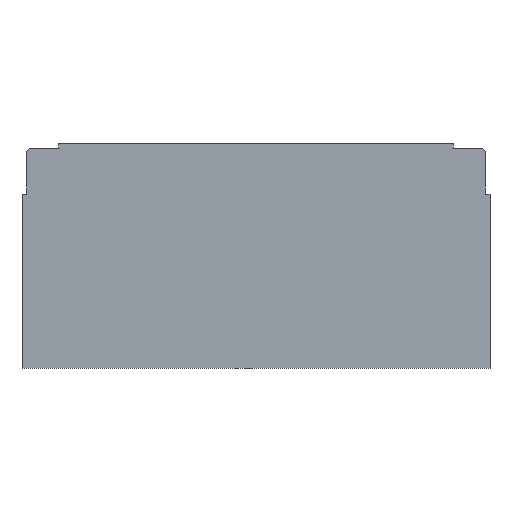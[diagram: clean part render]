
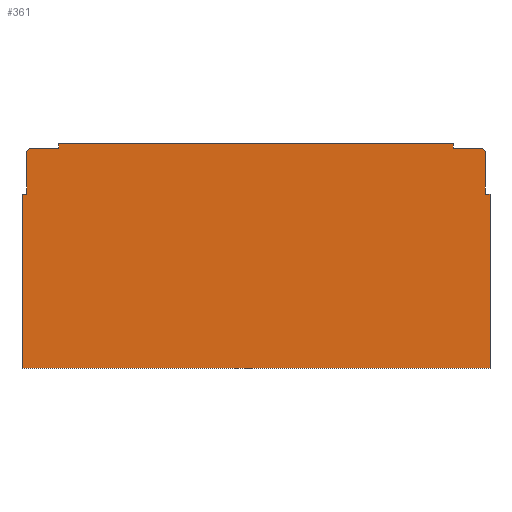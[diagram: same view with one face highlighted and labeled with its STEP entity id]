
A CAD part, top view. The second image highlights one B-rep face of the part: STEP entity #361.
In plain terms, the highlighted planar face has unit normal (0, 0, 1).
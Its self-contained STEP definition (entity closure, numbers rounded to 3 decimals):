
#74=CIRCLE('',#391,6.);
#75=CIRCLE('',#392,6.);
#106=ORIENTED_EDGE('',*,*,#185,.T.);
#107=ORIENTED_EDGE('',*,*,#186,.T.);
#108=ORIENTED_EDGE('',*,*,#187,.T.);
#109=ORIENTED_EDGE('',*,*,#188,.T.);
#110=ORIENTED_EDGE('',*,*,#171,.T.);
#111=ORIENTED_EDGE('',*,*,#175,.T.);
#112=ORIENTED_EDGE('',*,*,#178,.T.);
#113=ORIENTED_EDGE('',*,*,#189,.T.);
#114=ORIENTED_EDGE('',*,*,#179,.T.);
#115=ORIENTED_EDGE('',*,*,#184,.T.);
#116=ORIENTED_EDGE('',*,*,#164,.T.);
#117=ORIENTED_EDGE('',*,*,#168,.T.);
#118=ORIENTED_EDGE('',*,*,#190,.T.);
#119=ORIENTED_EDGE('',*,*,#191,.T.);
#164=EDGE_CURVE('',#207,#206,#234,.T.);
#168=EDGE_CURVE('',#206,#209,#238,.T.);
#171=EDGE_CURVE('',#213,#212,#241,.T.);
#175=EDGE_CURVE('',#212,#215,#245,.T.);
#178=EDGE_CURVE('',#215,#217,#248,.T.);
#179=EDGE_CURVE('',#218,#219,#249,.T.);
#184=EDGE_CURVE('',#219,#207,#254,.T.);
#185=EDGE_CURVE('',#222,#223,#255,.F.);
#186=EDGE_CURVE('',#223,#224,#74,.T.);
#187=EDGE_CURVE('',#224,#225,#256,.F.);
#188=EDGE_CURVE('',#225,#213,#257,.F.);
#189=EDGE_CURVE('',#217,#218,#75,.T.);
#190=EDGE_CURVE('',#209,#226,#258,.F.);
#191=EDGE_CURVE('',#226,#222,#259,.F.);
#206=VERTEX_POINT('',#537);
#207=VERTEX_POINT('',#539);
#209=VERTEX_POINT('',#545);
#212=VERTEX_POINT('',#552);
#213=VERTEX_POINT('',#554);
#215=VERTEX_POINT('',#560);
#217=VERTEX_POINT('',#566);
#218=VERTEX_POINT('',#570);
#219=VERTEX_POINT('',#571);
#222=VERTEX_POINT('',#582);
#223=VERTEX_POINT('',#583);
#224=VERTEX_POINT('',#585);
#225=VERTEX_POINT('',#587);
#226=VERTEX_POINT('',#591);
#234=LINE('',#538,#272);
#238=LINE('',#546,#276);
#241=LINE('',#553,#279);
#245=LINE('',#561,#283);
#248=LINE('',#567,#286);
#249=LINE('',#569,#287);
#254=LINE('',#579,#292);
#255=LINE('',#581,#293);
#256=LINE('',#586,#294);
#257=LINE('',#588,#295);
#258=LINE('',#590,#296);
#259=LINE('',#592,#297);
#272=VECTOR('',#425,1000.);
#276=VECTOR('',#431,1000.);
#279=VECTOR('',#436,1000.);
#283=VECTOR('',#442,1000.);
#286=VECTOR('',#447,1000.);
#287=VECTOR('',#450,1000.);
#292=VECTOR('',#457,1000.);
#293=VECTOR('',#460,1000.);
#294=VECTOR('',#463,1000.);
#295=VECTOR('',#464,1000.);
#296=VECTOR('',#467,1000.);
#297=VECTOR('',#468,1000.);
#315=EDGE_LOOP('',(#106,#107,#108,#109,#110,#111,#112,#113,#114,#115,#116,
#117,#118,#119));
#331=FACE_BOUND('',#315,.T.);
#347=PLANE('',#390);
#361=ADVANCED_FACE('',(#331),#347,.T.);
#390=AXIS2_PLACEMENT_3D('',#580,#458,#459);
#391=AXIS2_PLACEMENT_3D('',#584,#461,#462);
#392=AXIS2_PLACEMENT_3D('',#589,#465,#466);
#425=DIRECTION('',(0.,-1.,0.));
#431=DIRECTION('',(1.,0.,0.));
#436=DIRECTION('',(-1.,0.,0.));
#442=DIRECTION('',(0.,-1.,0.));
#447=DIRECTION('',(-1.,0.,0.));
#450=DIRECTION('',(0.,-1.,0.));
#457=DIRECTION('',(-1.,0.,0.));
#458=DIRECTION('',(0.,0.,1.));
#459=DIRECTION('',(1.,0.,0.));
#460=DIRECTION('',(0.,-1.,0.));
#461=DIRECTION('',(0.,0.,1.));
#462=DIRECTION('',(1.,0.,0.));
#463=DIRECTION('',(1.,0.,0.));
#464=DIRECTION('',(0.,-1.,0.));
#465=DIRECTION('',(0.,0.,1.));
#466=DIRECTION('',(1.,0.,0.));
#467=DIRECTION('',(0.,-1.,0.));
#468=DIRECTION('',(1.,0.,0.));
#537=CARTESIAN_POINT('',(0.,0.,2.));
#538=CARTESIAN_POINT('',(0.,190.,2.));
#539=CARTESIAN_POINT('',(0.,190.,2.));
#545=CARTESIAN_POINT('',(510.,0.,2.));
#546=CARTESIAN_POINT('',(0.,0.,2.));
#552=CARTESIAN_POINT('',(40.,245.,2.));
#553=CARTESIAN_POINT('',(255.,245.,2.));
#554=CARTESIAN_POINT('',(470.,245.,2.));
#560=CARTESIAN_POINT('',(40.,240.,2.));
#561=CARTESIAN_POINT('',(40.,245.,2.));
#566=CARTESIAN_POINT('',(11.,240.,2.));
#567=CARTESIAN_POINT('',(40.,240.,2.));
#569=CARTESIAN_POINT('',(5.,240.,2.));
#570=CARTESIAN_POINT('',(5.,234.,2.));
#571=CARTESIAN_POINT('',(5.,190.,2.));
#579=CARTESIAN_POINT('',(5.,190.,2.));
#580=CARTESIAN_POINT('',(0.,0.,2.));
#581=CARTESIAN_POINT('',(505.,240.,2.));
#582=CARTESIAN_POINT('',(505.,190.,2.));
#583=CARTESIAN_POINT('',(505.,234.,2.));
#584=CARTESIAN_POINT('',(499.,234.,2.));
#585=CARTESIAN_POINT('',(499.,240.,2.));
#586=CARTESIAN_POINT('',(470.,240.,2.));
#587=CARTESIAN_POINT('',(470.,240.,2.));
#588=CARTESIAN_POINT('',(470.,245.,2.));
#589=CARTESIAN_POINT('',(11.,234.,2.));
#590=CARTESIAN_POINT('',(510.,190.,2.));
#591=CARTESIAN_POINT('',(510.,190.,2.));
#592=CARTESIAN_POINT('',(505.,190.,2.));
